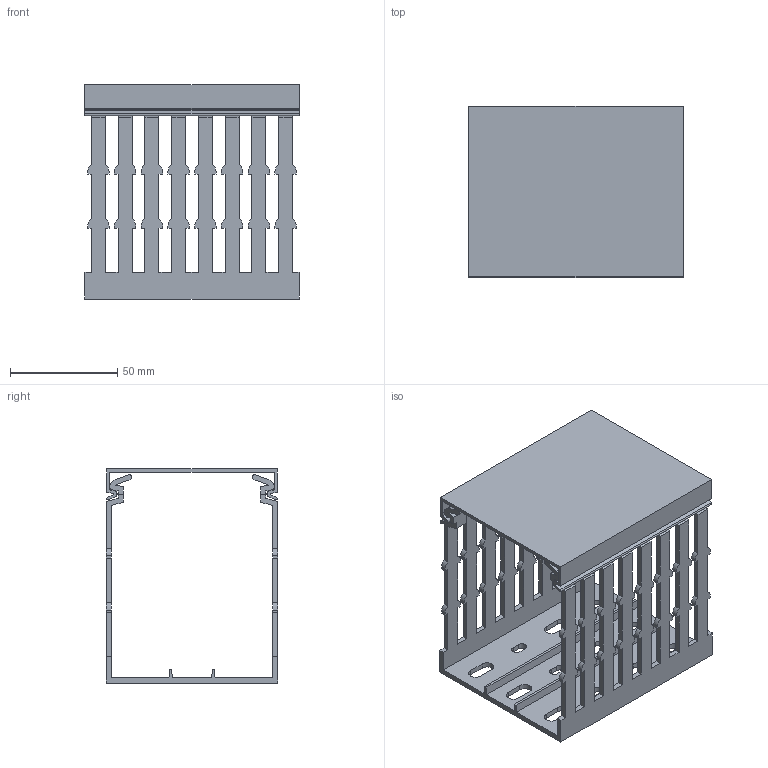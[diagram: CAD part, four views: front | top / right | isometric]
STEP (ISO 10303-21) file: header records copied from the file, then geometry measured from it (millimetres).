
FILE_DESCRIPTION((''),'2;1');
FILE_NAME('BA7A1000800_ASM','2022-04-04T09:23:39',('buserr'),(''),'CREO PARAMETRIC BY PTC INC, 2021184','CREO PARAMETRIC BY PTC INC, 2021184','');
FILE_SCHEMA(('AUTOMOTIVE_DESIGN { 1 0 10303 214 1 1 1 1 }'));
Length unit declared in the file: millimetre
Products named in the file (3): PROXY_BA7A1000801; PROXY_BA7A802_2; BA7A1000800_ASM
Assembly tree (2 placements, depth 2):
  BA7A1000800_ASM
    PROXY_BA7A1000801
    PROXY_BA7A802_2
Bounding box: 100 x 80.1 x 100 mm (x, y, z)
Volume: 68245.3 mm3; surface area: 76386.4 mm2
Topology: 2 solids, 2 shells, 632 faces, 1956 edges, 1348 vertices
Faces by surface type: plane 490, cylinder 142
Entity records: 28947 total; most frequent: CARTESIAN_POINT 3926, ORIENTED_EDGE 3768, DIRECTION 3659, PRESENTATION_STYLE_ASSIGNMENT 1909, STYLED_ITEM 1909, CURVE_STYLE 1908, EDGE_CURVE 1884, VECTOR 1652
